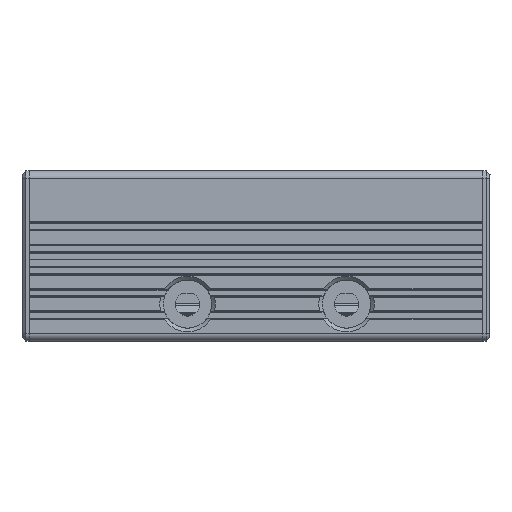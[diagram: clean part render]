
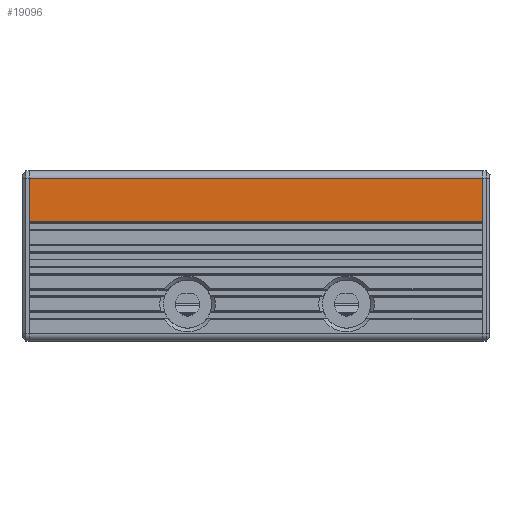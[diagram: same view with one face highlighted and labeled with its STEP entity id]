
A CAD part, left-side view. The second image highlights one B-rep face of the part: STEP entity #19096.
In plain terms, the highlighted face is planar.
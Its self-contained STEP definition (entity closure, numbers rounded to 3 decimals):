
#1347=FACE_OUTER_BOUND('',#2382,.T.);
#2382=EDGE_LOOP('',(#14969,#14970,#14971,#14972));
#4138=LINE('',#28198,#5967);
#4222=LINE('',#28538,#6051);
#4906=LINE('',#30617,#6735);
#4907=LINE('',#30619,#6736);
#5967=VECTOR('',#22257,11.8);
#6051=VECTOR('',#22517,11.8);
#6735=VECTOR('',#24425,122.5);
#6736=VECTOR('',#24428,122.5);
#7938=VERTEX_POINT('',#28195);
#7939=VERTEX_POINT('',#28197);
#8106=VERTEX_POINT('',#28535);
#8107=VERTEX_POINT('',#28537);
#9852=EDGE_CURVE('',#7938,#7939,#4138,.T.);
#10022=EDGE_CURVE('',#8107,#8106,#4222,.T.);
#10964=EDGE_CURVE('',#7938,#8107,#4906,.T.);
#10965=EDGE_CURVE('',#8106,#7939,#4907,.T.);
#14969=ORIENTED_EDGE('',*,*,#9852,.F.);
#14970=ORIENTED_EDGE('',*,*,#10964,.T.);
#14971=ORIENTED_EDGE('',*,*,#10022,.T.);
#14972=ORIENTED_EDGE('',*,*,#10965,.T.);
#18425=PLANE('',#20645);
#19096=ADVANCED_FACE('',(#1347),#18425,.T.);
#20645=AXIS2_PLACEMENT_3D('',#30618,#24426,#24427);
#22257=DIRECTION('',(0.,0.,1.));
#22517=DIRECTION('',(0.,0.,1.));
#24425=DIRECTION('',(0.,1.,0.));
#24426=DIRECTION('center_axis',(1.,0.,0.));
#24427=DIRECTION('ref_axis',(0.,0.,-1.));
#24428=DIRECTION('',(0.,-1.,0.));
#28195=CARTESIAN_POINT('',(72.,0.,-14.));
#28197=CARTESIAN_POINT('',(72.,0.,-2.2));
#28198=CARTESIAN_POINT('',(72.,0.,-14.));
#28535=CARTESIAN_POINT('',(72.,122.5,-2.2));
#28537=CARTESIAN_POINT('',(72.,122.5,-14.));
#28538=CARTESIAN_POINT('',(72.,122.5,-14.));
#30617=CARTESIAN_POINT('',(72.,0.,-14.));
#30618=CARTESIAN_POINT('Origin',(72.,0.,-2.2));
#30619=CARTESIAN_POINT('',(72.,122.5,-2.2));
